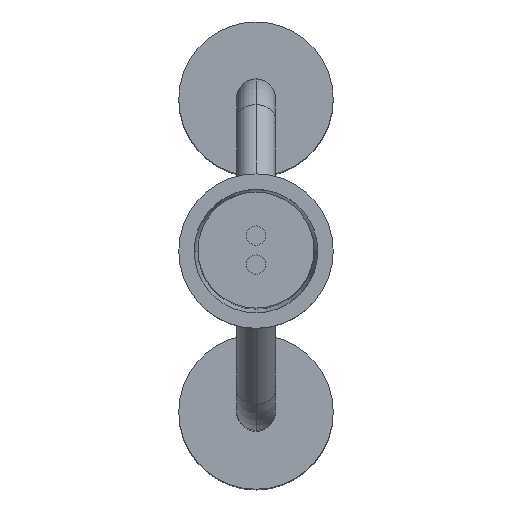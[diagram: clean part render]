
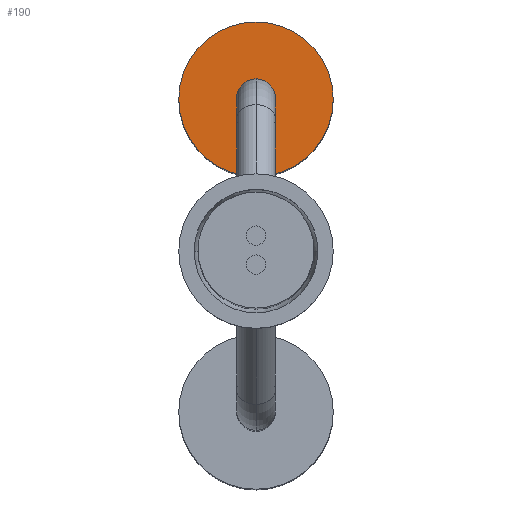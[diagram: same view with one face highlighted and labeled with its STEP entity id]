
A CAD part, top view. The second image highlights one B-rep face of the part: STEP entity #190.
In plain terms, the highlighted planar face has unit normal (0, 0, 1).
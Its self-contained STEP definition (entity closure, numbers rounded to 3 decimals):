
#15 = CARTESIAN_POINT ( 'NONE',  ( -2., 4.05, -65. ) ) ;
#184 = VERTEX_POINT ( 'NONE', #2061 ) ;
#190 = ADVANCED_FACE ( 'NONE', ( #2492, #605 ), #1344, .F. ) ;
#218 = DIRECTION ( 'NONE',  ( 0., 0., -1. ) ) ;
#222 = EDGE_LOOP ( 'NONE', ( #824, #750 ) ) ;
#247 = VERTEX_POINT ( 'NONE', #15 ) ;
#254 = DIRECTION ( 'NONE',  ( -1., 0., 0. ) ) ;
#284 = AXIS2_PLACEMENT_3D ( 'NONE', #2629, #1900, #511 ) ;
#312 = EDGE_CURVE ( 'NONE', #247, #184, #2230, .T. ) ;
#446 = VERTEX_POINT ( 'NONE', #1307 ) ;
#511 = DIRECTION ( 'NONE',  ( -1., 0., 0. ) ) ;
#575 = AXIS2_PLACEMENT_3D ( 'NONE', #2797, #218, #2112 ) ;
#605 = FACE_OUTER_BOUND ( 'NONE', #650, .T. ) ;
#650 = EDGE_LOOP ( 'NONE', ( #2854, #1965 ) ) ;
#715 = AXIS2_PLACEMENT_3D ( 'NONE', #2101, #955, #1912 ) ;
#740 = AXIS2_PLACEMENT_3D ( 'NONE', #2097, #1152, #934 ) ;
#750 = ORIENTED_EDGE ( 'NONE', *, *, #2277, .T. ) ;
#824 = ORIENTED_EDGE ( 'NONE', *, *, #2176, .T. ) ;
#934 = DIRECTION ( 'NONE',  ( -1., 0., 0. ) ) ;
#955 = DIRECTION ( 'NONE',  ( 0., 0., -1. ) ) ;
#1152 = DIRECTION ( 'NONE',  ( 0., 0., -1. ) ) ;
#1226 = DIRECTION ( 'NONE',  ( 0., 0., -1. ) ) ;
#1307 = CARTESIAN_POINT ( 'NONE',  ( -0.5, 4.05, -65. ) ) ;
#1320 = AXIS2_PLACEMENT_3D ( 'NONE', #2402, #1226, #254 ) ;
#1344 = PLANE ( 'NONE',  #575 ) ;
#1519 = EDGE_CURVE ( 'NONE', #184, #247, #2311, .T. ) ;
#1900 = DIRECTION ( 'NONE',  ( 0., 0., -1. ) ) ;
#1912 = DIRECTION ( 'NONE',  ( -1., 0., 0. ) ) ;
#1965 = ORIENTED_EDGE ( 'NONE', *, *, #312, .F. ) ;
#1993 = CIRCLE ( 'NONE', #740, 0.5 ) ;
#2061 = CARTESIAN_POINT ( 'NONE',  ( 2., 4.05, -65. ) ) ;
#2063 = CIRCLE ( 'NONE', #1320, 0.5 ) ;
#2097 = CARTESIAN_POINT ( 'NONE',  ( 0., 4.05, -65. ) ) ;
#2101 = CARTESIAN_POINT ( 'NONE',  ( 0., 4.05, -65. ) ) ;
#2112 = DIRECTION ( 'NONE',  ( -1., 0., 0. ) ) ;
#2176 = EDGE_CURVE ( 'NONE', #446, #2679, #2063, .T. ) ;
#2230 = CIRCLE ( 'NONE', #284, 2. ) ;
#2277 = EDGE_CURVE ( 'NONE', #2679, #446, #1993, .T. ) ;
#2311 = CIRCLE ( 'NONE', #715, 2. ) ;
#2402 = CARTESIAN_POINT ( 'NONE',  ( 0., 4.05, -65. ) ) ;
#2462 = CARTESIAN_POINT ( 'NONE',  ( 0.5, 4.05, -65. ) ) ;
#2492 = FACE_BOUND ( 'NONE', #222, .T. ) ;
#2629 = CARTESIAN_POINT ( 'NONE',  ( 0., 4.05, -65. ) ) ;
#2679 = VERTEX_POINT ( 'NONE', #2462 ) ;
#2797 = CARTESIAN_POINT ( 'NONE',  ( 0., 4.05, -65. ) ) ;
#2854 = ORIENTED_EDGE ( 'NONE', *, *, #1519, .F. ) ;
